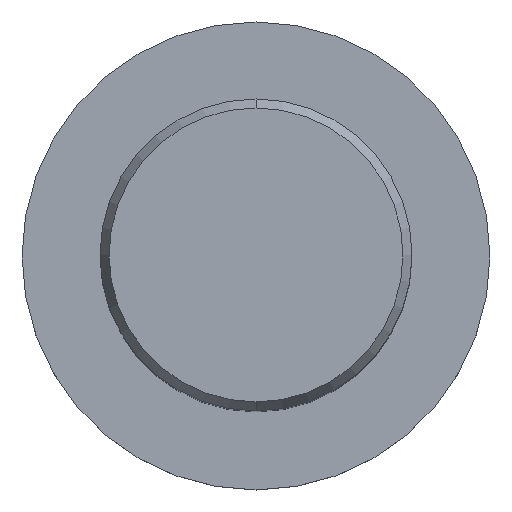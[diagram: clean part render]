
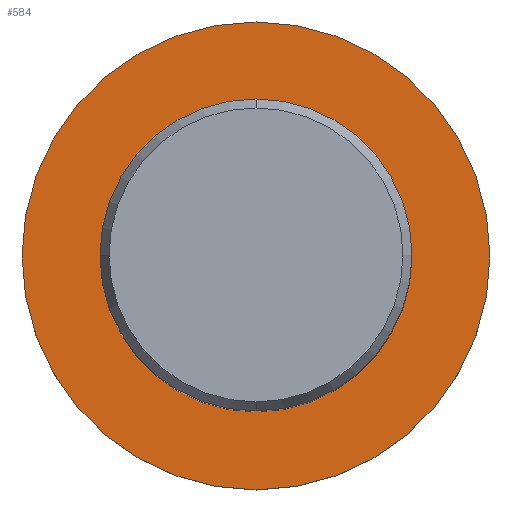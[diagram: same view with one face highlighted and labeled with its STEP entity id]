
A CAD part, top view. The second image highlights one B-rep face of the part: STEP entity #584.
In plain terms, the highlighted planar face has unit normal (0, 0, 1).
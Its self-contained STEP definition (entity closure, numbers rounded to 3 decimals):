
#264=VERTEX_POINT('',#722);
#294=EDGE_CURVE('',#582,#678,#756,.T.);
#338=EDGE_CURVE('',#264,#454,#804,.T.);
#400=EDGE_CURVE('',#678,#582,#874,.T.);
#454=VERTEX_POINT('',#932);
#482=EDGE_CURVE('',#454,#264,#964,.T.);
#582=VERTEX_POINT('',#1070);
#584=ADVANCED_FACE('',(#1072,#1073),#1074,.T.);
#678=VERTEX_POINT('',#1179);
#722=CARTESIAN_POINT('',(0.,-16.0,-60.0));
#756=CIRCLE('',#1291,24.0);
#804=CIRCLE('',#1389,16.0);
#874=CIRCLE('',#1531,24.0);
#932=CARTESIAN_POINT('',(0.0,16.0,-60.0));
#964=CIRCLE('',#1728,16.0);
#1070=CARTESIAN_POINT('',(0.,-24.0,-60.0));
#1072=FACE_BOUND('',#1905,.T.);
#1073=FACE_OUTER_BOUND('',#1906,.T.);
#1074=PLANE('',#1907);
#1179=CARTESIAN_POINT('',(0.0,24.0,-60.0));
#1291=AXIS2_PLACEMENT_3D('',#2177,#2178,#2179);
#1389=AXIS2_PLACEMENT_3D('',#2241,#2242,#2243);
#1531=AXIS2_PLACEMENT_3D('',#2329,#2330,#2331);
#1728=AXIS2_PLACEMENT_3D('',#2441,#2442,#2443);
#1905=EDGE_LOOP('',(#2556,#2557));
#1906=EDGE_LOOP('',(#2558,#2559));
#1907=AXIS2_PLACEMENT_3D('',#2560,#2561,#2562);
#2177=CARTESIAN_POINT('',(0.0,0.0,-60.0));
#2178=DIRECTION('',(0.0,0.0,-1.0));
#2179=DIRECTION('',(0.0,1.0,0.0));
#2241=CARTESIAN_POINT('',(0.0,0.0,-60.0));
#2242=DIRECTION('',(-0.0,0.0,-1.0));
#2243=DIRECTION('',(0.0,1.0,0.0));
#2329=CARTESIAN_POINT('',(0.0,0.0,-60.0));
#2330=DIRECTION('',(0.0,0.0,-1.0));
#2331=DIRECTION('',(0.0,1.0,0.0));
#2441=CARTESIAN_POINT('',(0.0,0.0,-60.0));
#2442=DIRECTION('',(-0.0,0.0,-1.0));
#2443=DIRECTION('',(0.0,1.0,0.0));
#2556=ORIENTED_EDGE('',*,*,#482,.T.);
#2557=ORIENTED_EDGE('',*,*,#338,.T.);
#2558=ORIENTED_EDGE('',*,*,#400,.F.);
#2559=ORIENTED_EDGE('',*,*,#294,.F.);
#2560=CARTESIAN_POINT('',(0.0,12.0,-60.0));
#2561=DIRECTION('',(-0.0,0.0,1.0));
#2562=DIRECTION('',(0.0,-1.0,0.0));
